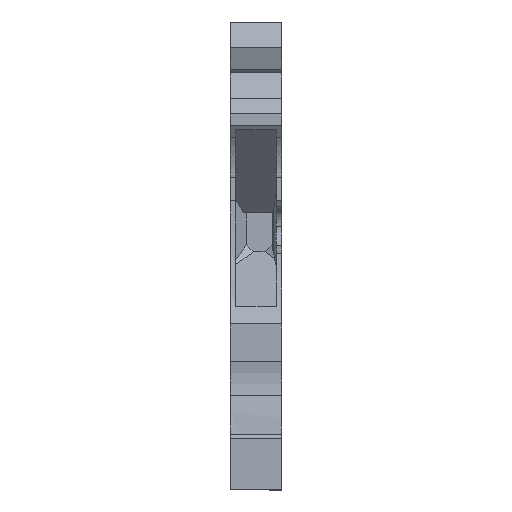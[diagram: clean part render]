
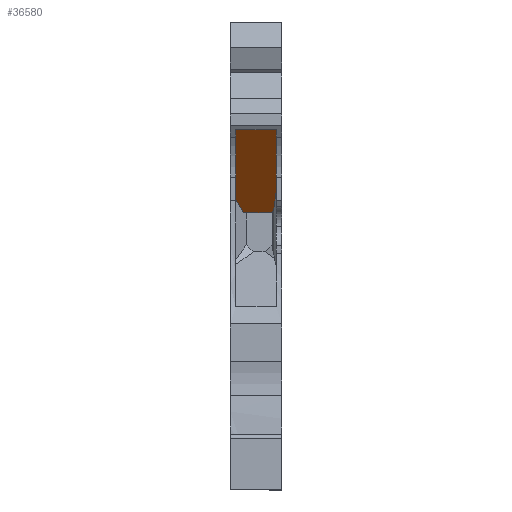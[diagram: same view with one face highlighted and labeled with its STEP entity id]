
A CAD part, front view. The second image highlights one B-rep face of the part: STEP entity #36580.
In plain terms, the highlighted face is planar.
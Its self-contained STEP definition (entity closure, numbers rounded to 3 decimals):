
#32890=CARTESIAN_POINT('',(14.065,14.264,
-0.55));
#32900=VERTEX_POINT('',#32890);
#32930=CARTESIAN_POINT('',(0.,25.516,
-0.55));
#32940=DIRECTION('',(-0.781,0.625,0.));
#32950=VECTOR('',#32940,1.);
#32960=LINE('',#32930,#32950);
#32970=CARTESIAN_POINT('',(7.345,19.64,
-0.55));
#32980=VERTEX_POINT('',#32970);
#32990=EDGE_CURVE('',#32900,#32980,#32960,.T.);
#33240=CARTESIAN_POINT('',(7.345,19.64,0.));
#33250=DIRECTION('',(0.,0.,1.));
#33260=VECTOR('',#33250,1.);
#33270=LINE('',#33240,#33260);
#33280=CARTESIAN_POINT('',(7.345,19.64,
-4.6));
#33290=VERTEX_POINT('',#33280);
#33300=EDGE_CURVE('',#33290,#32980,#33270,.T.);
#33920=CARTESIAN_POINT('',(0.,25.516,
-4.6));
#33930=DIRECTION('',(0.781,-0.625,0.));
#33940=VECTOR('',#33930,1.);
#33950=LINE('',#33920,#33940);
#33960=CARTESIAN_POINT('',(14.91,13.588,
-4.6));
#33970=VERTEX_POINT('',#33960);
#33980=EDGE_CURVE('',#33290,#33970,#33950,.T.);
#35990=CARTESIAN_POINT('',(0.,25.516,-12.305));
#36000=DIRECTION('',(0.724,-0.579,
0.374));
#36010=VECTOR('',#36000,1.);
#36020=LINE('',#35990,#36010);
#36030=CARTESIAN_POINT('',(16.425,12.376,
-3.817));
#36040=VERTEX_POINT('',#36030);
#36050=EDGE_CURVE('',#33970,#36040,#36020,.T.);
#36250=CARTESIAN_POINT('',(16.021,12.7,
1.109));
#36260=DIRECTION('',(0.625,0.781,-0.));
#36270=DIRECTION('',(-0.781,0.625,0.));
#36280=AXIS2_PLACEMENT_3D('',#36250,#36260,#36270);
#36290=PLANE('',#36280);
#36300=ORIENTED_EDGE('',*,*,#32990,.T.);
#36310=CARTESIAN_POINT('',(0.,25.516,
1.002));
#36320=DIRECTION('',(-0.778,0.622,
0.086));
#36330=VECTOR('',#36320,1.);
#36340=LINE('',#36310,#36330);
#36350=CARTESIAN_POINT('',(15.878,12.814,
-0.75));
#36360=VERTEX_POINT('',#36350);
#36370=EDGE_CURVE('',#36360,#32900,#36340,.T.);
#36380=ORIENTED_EDGE('',*,*,#36370,.T.);
#36390=CARTESIAN_POINT('',(0.,25.516,4.639));
#36400=DIRECTION('',(-0.755,0.604,
0.256));
#36410=VECTOR('',#36400,1.);
#36420=LINE('',#36390,#36410);
#36430=CARTESIAN_POINT('',(16.425,12.376,
-0.936));
#36440=VERTEX_POINT('',#36430);
#36450=EDGE_CURVE('',#36440,#36360,#36420,.T.);
#36460=ORIENTED_EDGE('',*,*,#36450,.T.);
#36470=CARTESIAN_POINT('',(16.425,12.376,0.));
#36480=DIRECTION('',(0.,0.,-1.));
#36490=VECTOR('',#36480,1.);
#36500=LINE('',#36470,#36490);
#36510=EDGE_CURVE('',#36440,#36040,#36500,.T.);
#36520=ORIENTED_EDGE('',*,*,#36510,.F.);
#36530=ORIENTED_EDGE('',*,*,#36050,.T.);
#36540=ORIENTED_EDGE('',*,*,#33980,.T.);
#36550=ORIENTED_EDGE('',*,*,#33300,.F.);
#36560=EDGE_LOOP('',(#36550,#36540,#36530,#36520,#36460,#36380,#36300));
#36570=FACE_OUTER_BOUND('',#36560,.T.);
#36580=ADVANCED_FACE('',(#36570),#36290,.F.);
